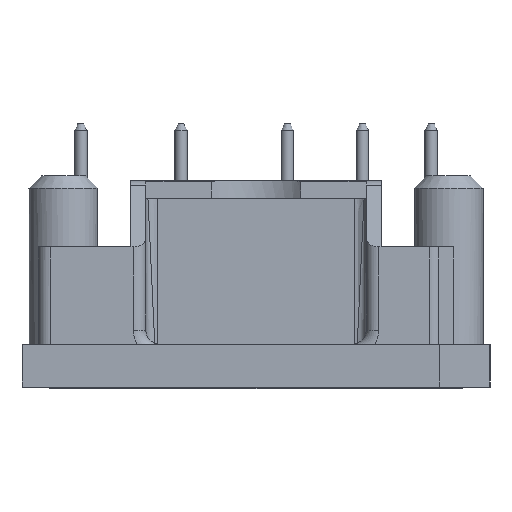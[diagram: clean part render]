
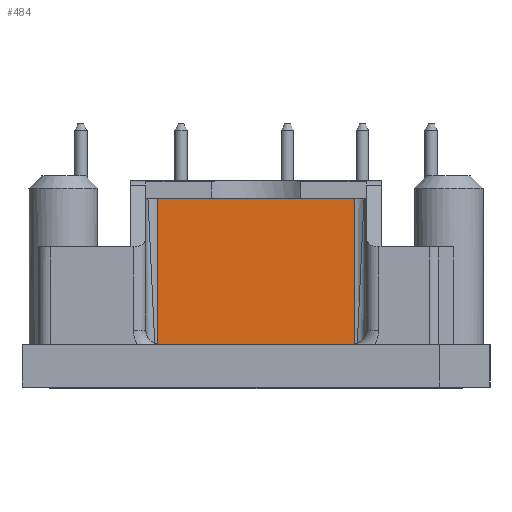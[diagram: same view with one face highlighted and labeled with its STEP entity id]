
A CAD part, left-side view. The second image highlights one B-rep face of the part: STEP entity #484.
In plain terms, the highlighted planar face has unit normal (-1, 0, -0.009).
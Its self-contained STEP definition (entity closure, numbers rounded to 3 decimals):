
#484 = ADVANCED_FACE( '', ( #1110 ), #1111, .T. );
#1110 = FACE_OUTER_BOUND( '', #1897, .T. );
#1111 = PLANE( '', #1898 );
#1897 = EDGE_LOOP( '', ( #3196, #3197, #3198, #3199 ) );
#1898 = AXIS2_PLACEMENT_3D( '', #3200, #3201, #3202 );
#3196 = ORIENTED_EDGE( '', *, *, #4456, .T. );
#3197 = ORIENTED_EDGE( '', *, *, #4248, .T. );
#3198 = ORIENTED_EDGE( '', *, *, #4373, .T. );
#3199 = ORIENTED_EDGE( '', *, *, #4476, .F. );
#3200 = CARTESIAN_POINT( '', ( -30.148, 0., 16.5 ) );
#3201 = DIRECTION( '', ( -1., 0., -0.009 ) );
#3202 = DIRECTION( '', ( -0.009, 0., 1. ) );
#4248 = EDGE_CURVE( '', #5054, #5059, #5061, .T. );
#4373 = EDGE_CURVE( '', #5059, #5247, #5249, .F. );
#4456 = EDGE_CURVE( '', #5368, #5054, #5369, .F. );
#4476 = EDGE_CURVE( '', #5368, #5247, #5394, .T. );
#5054 = VERTEX_POINT( '', #6147 );
#5059 = VERTEX_POINT( '', #6159 );
#5061 = LINE( '', #6161, #6162 );
#5247 = VERTEX_POINT( '', #6412 );
#5249 = LINE( '', #6414, #6415 );
#5368 = VERTEX_POINT( '', #6575 );
#5369 = LINE( '', #6576, #6577 );
#5394 = LINE( '', #6621, #6622 );
#6147 = CARTESIAN_POINT( '', ( -30.015, -7.902, 1.3 ) );
#6159 = CARTESIAN_POINT( '', ( -30.136, -7.902, 15.1 ) );
#6161 = CARTESIAN_POINT( '', ( -30.148, -7.902, 16.5 ) );
#6162 = VECTOR( '', #7257, 1000. );
#6412 = CARTESIAN_POINT( '', ( -30.136, 7.902, 15.1 ) );
#6414 = CARTESIAN_POINT( '', ( -30.136, 0., 15.1 ) );
#6415 = VECTOR( '', #7408, 1000. );
#6575 = CARTESIAN_POINT( '', ( -30.015, 7.902, 1.3 ) );
#6576 = CARTESIAN_POINT( '', ( -30.015, -18.2, 1.3 ) );
#6577 = VECTOR( '', #7500, 1000. );
#6621 = CARTESIAN_POINT( '', ( -30.148, 7.902, 16.5 ) );
#6622 = VECTOR( '', #7521, 1000. );
#7257 = DIRECTION( '', ( -0.009, 0., 1. ) );
#7408 = DIRECTION( '', ( 0., -1., 0. ) );
#7500 = DIRECTION( '', ( 0., 1., 0. ) );
#7521 = DIRECTION( '', ( -0.009, 0., 1. ) );
